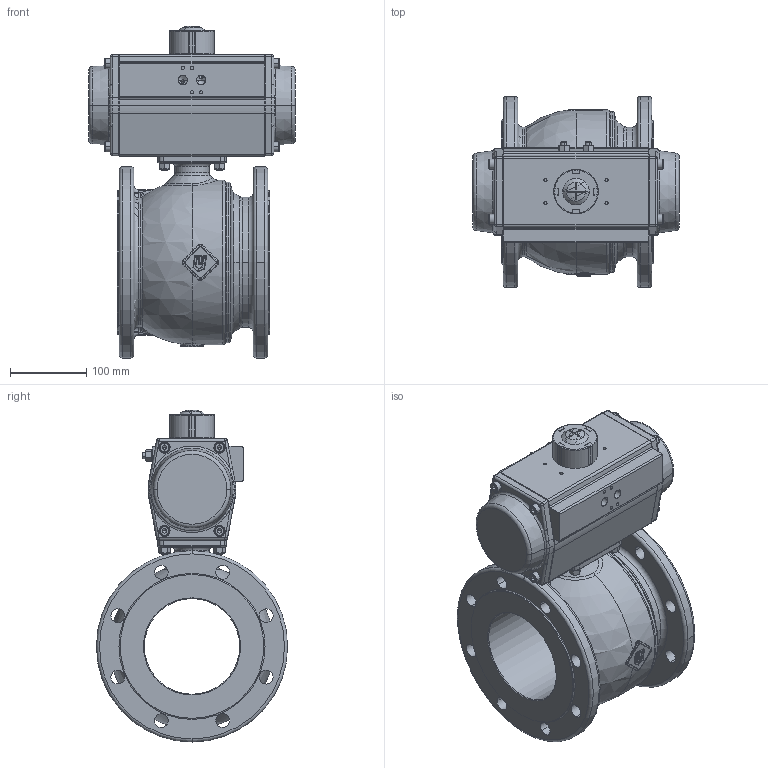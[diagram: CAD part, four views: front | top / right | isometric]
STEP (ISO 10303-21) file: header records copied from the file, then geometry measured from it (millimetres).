
FILE_DESCRIPTION(('HOOPS Exchange Step'),'2;1');
FILE_NAME('PK0400_DN125.stp','2025-04-09T11:00:25+02:00',('nieru'),('Unknown organisation'),'HOOPS Exchange 2024.2','HOOPS Exchange','Unknown authorisation');
FILE_SCHEMA( ('AP203_CONFIGURATION_CONTROLLED_3D_DESIGN_OF_MECHANICAL_PARTS_AND_ASSEMBLIES_MIM_LF') );
Length unit declared in the file: millimetre
Products named in the file (4): 0; root
Assembly tree (3 placements, depth 3):
  root
    0
      0
      0
Bounding box: 270 x 250 x 434.19 mm (x, y, z)
Volume: 6458988.7 mm3; surface area: 677357.7 mm2
Topology: 34 solids, 34 shells, 1645 faces, 3935 edges, 2357 vertices
Faces by surface type: cylinder 542, plane 486, torus 232, cone 164, bspline 158, sphere 63
Full cylindrical faces by diameter (mm): 6.8 x1
Entity records: 75351 total; most frequent: CARTESIAN_POINT 38230, ORIENTED_EDGE 7756, DIRECTION 7658, EDGE_CURVE 3878, AXIS2_PLACEMENT_3D 3110, VERTEX_POINT 2359, EDGE_LOOP 1803, FACE_BOUND 1803
